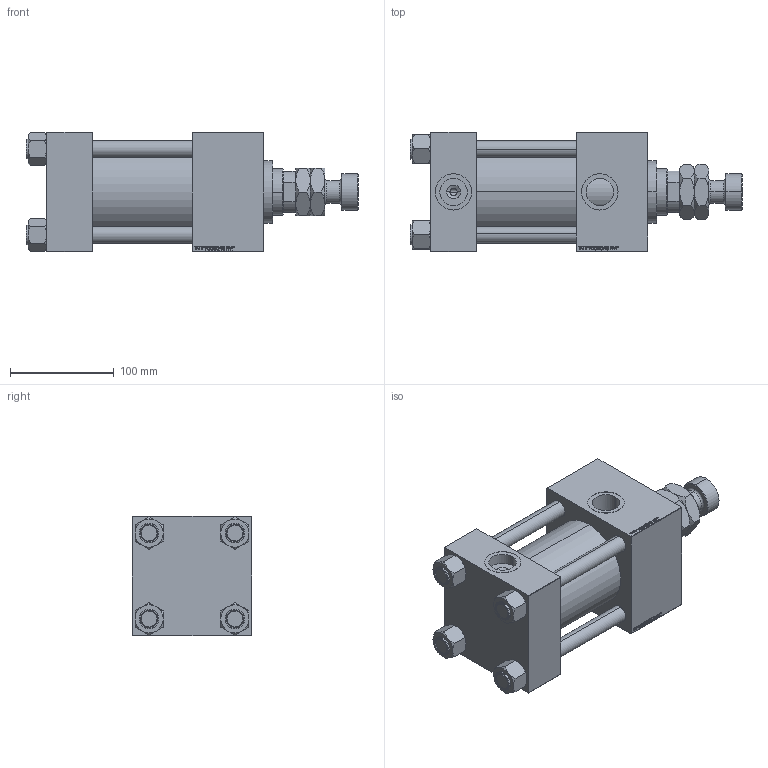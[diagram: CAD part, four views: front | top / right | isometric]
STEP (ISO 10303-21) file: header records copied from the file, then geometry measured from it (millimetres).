
FILE_DESCRIPTION (( 'STEP AP203' ), '1' );
FILE_NAME ('2414.STEP', '2025-05-19T13:08:00', ( '' ), ( '' ), 'SwSTEP 2.0', 'SolidWorks 2019', '' );
FILE_SCHEMA (( 'CONFIG_CONTROL_DESIGN' ));
Length unit declared in the file: millimetre
Products named in the file (7): MFA 1e32ecaaac82e3cc280a1a230110fe29; NUT_M5_C 1e32ecaaac82e3cc280a1a230110fe29; V215CR_C_TYCINKA 1e32ecaaac82e3cc280a1a230110fe29; V215CR_C_Body 1e32ecaaac82e3cc280a1a230110fe29; 2414; V215CR_VCP_C 1e32ecaaac82e3cc280a1a230110fe29; V215_VC_A 1e32ecaaac82e3cc280a1a230110fe29
Assembly tree (12 placements, depth 2):
  2414
    V215CR_C_Body 1e32ecaaac82e3cc280a1a230110fe29
    V215CR_VCP_C 1e32ecaaac82e3cc280a1a230110fe29
    NUT_M5_C 1e32ecaaac82e3cc280a1a230110fe29  x4
    V215CR_C_TYCINKA 1e32ecaaac82e3cc280a1a230110fe29  x4
    V215_VC_A 1e32ecaaac82e3cc280a1a230110fe29
    MFA 1e32ecaaac82e3cc280a1a230110fe29
Bounding box: 320 x 115 x 115 mm (x, y, z)
Volume: 1986943.1 mm3; surface area: 311615.6 mm2
Topology: 12 solids, 12 shells, 1248 faces, 3132 edges, 2027 vertices
Faces by surface type: plane 590, bspline 392, cone 164, cylinder 90, torus 12
Entity records: 52419 total; most frequent: CARTESIAN_POINT 27853, ORIENTED_EDGE 5528, DIRECTION 3578, EDGE_CURVE 2764, VERTEX_POINT 1805, LINE 1634, VECTOR 1634, EDGE_LOOP 1223
